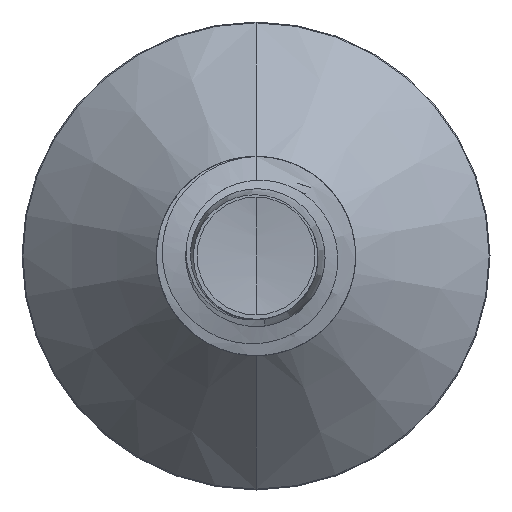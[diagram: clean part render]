
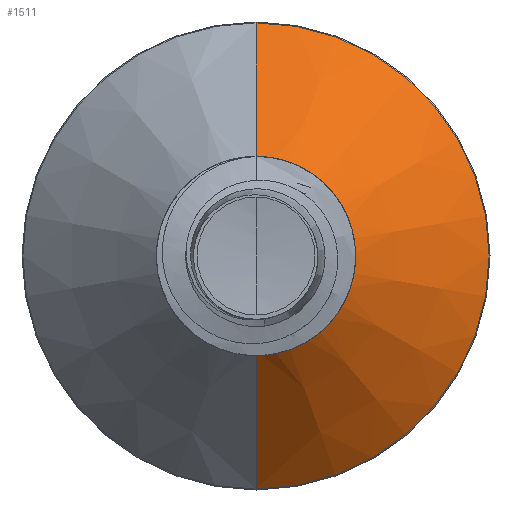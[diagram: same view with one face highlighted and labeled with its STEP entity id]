
A CAD part, front view. The second image highlights one B-rep face of the part: STEP entity #1511.
In plain terms, the highlighted conical face has half-angle 45 degrees and reference radius 0.476 mm.
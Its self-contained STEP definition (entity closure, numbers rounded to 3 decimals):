
#334 = CIRCLE ( 'NONE', #17109, 0.476 ) ;
#407 = VECTOR ( 'NONE', #20093, 1000. ) ;
#1096 = AXIS2_PLACEMENT_3D ( 'NONE', #9989, #11261, #10922 ) ;
#1511 = ADVANCED_FACE ( 'NONE', ( #2508 ), #2281, .T. ) ;
#1644 = AXIS2_PLACEMENT_3D ( 'NONE', #17490, #8031, #19043 ) ;
#1779 = VECTOR ( 'NONE', #12830, 1000. ) ;
#2281 = CONICAL_SURFACE ( 'NONE', #1096, 0.476, 0.785 ) ;
#2502 = EDGE_LOOP ( 'NONE', ( #20508, #16868, #13204, #18802 ) ) ;
#2508 = FACE_OUTER_BOUND ( 'NONE', #2502, .T. ) ;
#3103 = VERTEX_POINT ( 'NONE', #19315 ) ;
#4213 = CARTESIAN_POINT ( 'NONE',  ( 0., 4.101, -0.476 ) ) ;
#5869 = CARTESIAN_POINT ( 'NONE',  ( 0., 4.101, -0.476 ) ) ;
#5999 = EDGE_CURVE ( 'NONE', #3103, #12973, #12643, .T. ) ;
#6352 = LINE ( 'NONE', #14408, #1779 ) ;
#7426 = DIRECTION ( 'NONE',  ( 0., 1., 0. ) ) ;
#7935 = EDGE_CURVE ( 'NONE', #12517, #3103, #6352, .T. ) ;
#8031 = DIRECTION ( 'NONE',  ( 0., 1., 0. ) ) ;
#8715 = VERTEX_POINT ( 'NONE', #5869 ) ;
#8729 = LINE ( 'NONE', #4213, #407 ) ;
#8824 = EDGE_CURVE ( 'NONE', #8715, #12973, #8729, .T. ) ;
#9989 = CARTESIAN_POINT ( 'NONE',  ( 0., 4.101, 0. ) ) ;
#10922 = DIRECTION ( 'NONE',  ( 0., 0., 1. ) ) ;
#11261 = DIRECTION ( 'NONE',  ( 0., 1., 0. ) ) ;
#12517 = VERTEX_POINT ( 'NONE', #17177 ) ;
#12541 = CARTESIAN_POINT ( 'NONE',  ( 0., 4.796, -1.171 ) ) ;
#12643 = CIRCLE ( 'NONE', #1644, 1.171 ) ;
#12830 = DIRECTION ( 'NONE',  ( 0., 0.707, 0.707 ) ) ;
#12973 = VERTEX_POINT ( 'NONE', #12541 ) ;
#13204 = ORIENTED_EDGE ( 'NONE', *, *, #5999, .F. ) ;
#14408 = CARTESIAN_POINT ( 'NONE',  ( 0., 4.101, 0.476 ) ) ;
#16868 = ORIENTED_EDGE ( 'NONE', *, *, #8824, .T. ) ;
#16933 = CARTESIAN_POINT ( 'NONE',  ( 0., 4.101, 0. ) ) ;
#17109 = AXIS2_PLACEMENT_3D ( 'NONE', #16933, #7426, #18483 ) ;
#17177 = CARTESIAN_POINT ( 'NONE',  ( 0., 4.101, 0.476 ) ) ;
#17490 = CARTESIAN_POINT ( 'NONE',  ( 0., 4.796, 0. ) ) ;
#18483 = DIRECTION ( 'NONE',  ( 0., 0., 1. ) ) ;
#18802 = ORIENTED_EDGE ( 'NONE', *, *, #7935, .F. ) ;
#19043 = DIRECTION ( 'NONE',  ( 0., 0., 1. ) ) ;
#19103 = EDGE_CURVE ( 'NONE', #12517, #8715, #334, .T. ) ;
#19315 = CARTESIAN_POINT ( 'NONE',  ( 0., 4.796, 1.171 ) ) ;
#20093 = DIRECTION ( 'NONE',  ( 0., 0.707, -0.707 ) ) ;
#20508 = ORIENTED_EDGE ( 'NONE', *, *, #19103, .T. ) ;
